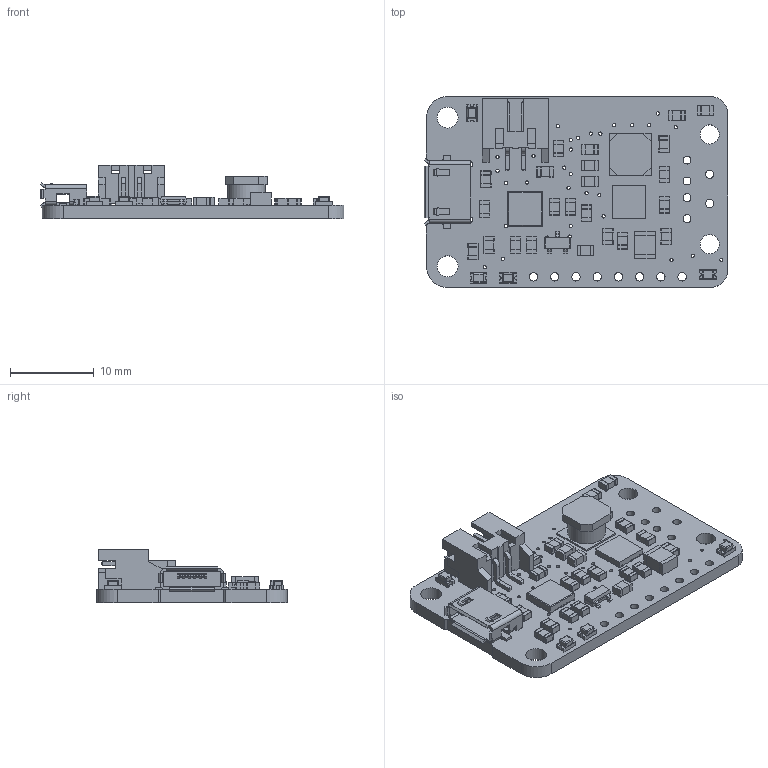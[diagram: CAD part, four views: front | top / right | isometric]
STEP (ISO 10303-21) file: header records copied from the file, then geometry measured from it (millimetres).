
FILE_DESCRIPTION(/* description */ (''),/* implementation_level */ '2;1');
FILE_NAME(/* name */ 'Adafruit PowerBoost 1000C Rev B.step',/* time_stamp */ '2019-02-15T12:00:08-05:00',/* author */ ('Adafruit'),/* organization */ (''),/* preprocessor_version */ 'ST-DEVELOPER v17.2',/* originating_system */ 'Autodesk Translation Framework v7.6.0.251',/* authorisation */ '');
FILE_SCHEMA (('AUTOMOTIVE_DESIGN { 1 0 10303 214 3 1 1 }'));
Length unit declared in the file: millimetre
Products named in the file (14): Adafruit PowerBoost 1000C Rev B; PCB Component; Board; TPS61090RSAR; 6.8uH; 15K; JST 2-PH; ORANGE; 0.1uF; 1.87M; MMUN2133LT1G; 100uF; MicroUSB; MCP73871
Assembly tree (36 placements, depth 3):
  Adafruit PowerBoost 1000C Rev B
    PCB Component
      Board
      TPS61090RSAR
      6.8uH
      15K  x20
      JST 2-PH
      ORANGE  x4
      0.1uF
      1.87M  x2
      MMUN2133LT1G
      100uF
      MicroUSB
      MCP73871
Bounding box: 36.38 x 22.86 x 6.37 mm (x, y, z)
Volume: 1538.1 mm3; surface area: 3547.5 mm2
Topology: 116 solids, 116 shells, 2697 faces, 6483 edges, 3688 vertices
Faces by surface type: plane 1628, cylinder 733, sphere 336
Full cylindrical faces by diameter (mm): 0.394 x41, 0.4 x5, 0.7 x4, 0.95 x4, 1 x10, 2.3 x2, 2.5 x2, 4.5 x1
Entity records: 40739 total; most frequent: CARTESIAN_POINT 6898, ORIENTED_EDGE 6758, DIRECTION 6513, EDGE_CURVE 3379, LINE 2891, VECTOR 2891, VERTEX_POINT 2196, AXIS2_PLACEMENT_3D 1811
